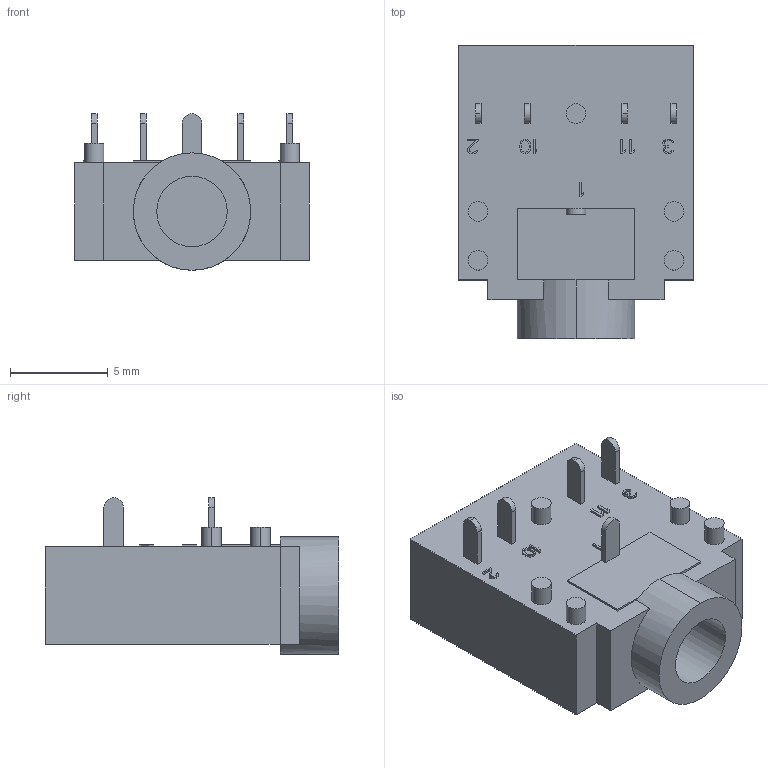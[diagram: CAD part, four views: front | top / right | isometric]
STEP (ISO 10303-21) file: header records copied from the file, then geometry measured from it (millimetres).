
FILE_DESCRIPTION (( 'STEP AP214' ), '1' );
FILE_NAME ('35RAPC4BHN2.STEP', '2014-07-02T19:42:20', ( '' ), ( '' ), 'SwSTEP 2.0', 'SolidWorks 2014', '' );
FILE_SCHEMA (( 'AUTOMOTIVE_DESIGN' ));
Length unit declared in the file: millimetre
Products named in the file (1): 35RAPC4BHN2
Bounding box: 12 x 15 x 8 mm (x, y, z)
Volume: 772.5 mm3; surface area: 715.9 mm2
Topology: 1 solids, 1 shells, 231 faces, 631 edges, 420 vertices
Faces by surface type: plane 210, cylinder 21
Entity records: 7231 total; most frequent: CARTESIAN_POINT 1283, ORIENTED_EDGE 1262, DIRECTION 1143, EDGE_CURVE 631, VECTOR 583, LINE 583, VERTEX_POINT 420, AXIS2_PLACEMENT_3D 280
